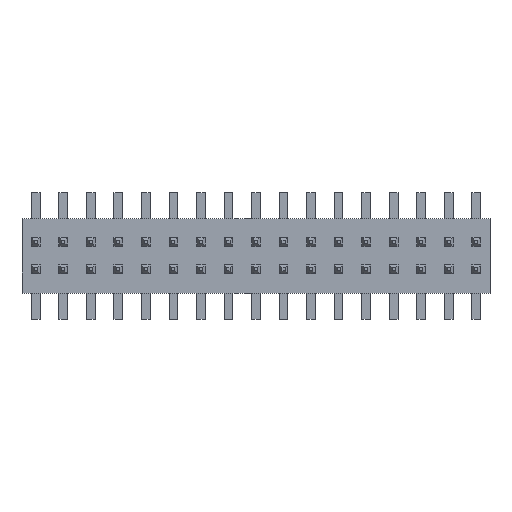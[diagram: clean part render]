
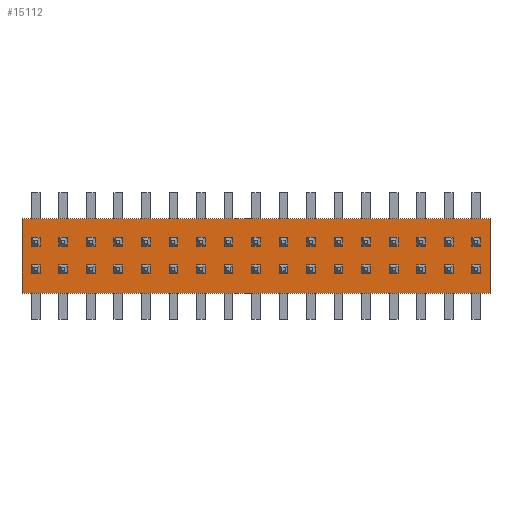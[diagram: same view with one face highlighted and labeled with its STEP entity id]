
A CAD part, top view. The second image highlights one B-rep face of the part: STEP entity #15112.
In plain terms, the highlighted face is planar.
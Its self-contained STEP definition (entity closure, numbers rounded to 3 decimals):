
#14980 = EDGE_CURVE('',#14981,#14983,#14985,.T.);
#14981 = VERTEX_POINT('',#14982);
#14982 = CARTESIAN_POINT('',(-10.795,1.753,-1.715));
#14983 = VERTEX_POINT('',#14984);
#14984 = CARTESIAN_POINT('',(-10.795,1.753,1.715));
#14985 = LINE('',#14986,#14987);
#14986 = CARTESIAN_POINT('',(-10.795,1.753,-1.715));
#14987 = VECTOR('',#14988,1.);
#14988 = DIRECTION('',(0.,0.,1.));
#15020 = EDGE_CURVE('',#14983,#15021,#15023,.T.);
#15021 = VERTEX_POINT('',#15022);
#15022 = CARTESIAN_POINT('',(10.795,1.753,1.715));
#15023 = LINE('',#15024,#15025);
#15024 = CARTESIAN_POINT('',(-10.795,1.753,1.715));
#15025 = VECTOR('',#15026,1.);
#15026 = DIRECTION('',(1.,0.,0.));
#15051 = EDGE_CURVE('',#15021,#15052,#15054,.T.);
#15052 = VERTEX_POINT('',#15053);
#15053 = CARTESIAN_POINT('',(10.795,1.753,-1.715));
#15054 = LINE('',#15055,#15056);
#15055 = CARTESIAN_POINT('',(10.795,1.753,1.715));
#15056 = VECTOR('',#15057,1.);
#15057 = DIRECTION('',(0.,0.,-1.));
#15082 = EDGE_CURVE('',#15052,#14981,#15083,.T.);
#15083 = LINE('',#15084,#15085);
#15084 = CARTESIAN_POINT('',(10.795,1.753,-1.715));
#15085 = VECTOR('',#15086,1.);
#15086 = DIRECTION('',(-1.,0.,0.));
#15112 = ADVANCED_FACE('',(#15113),#15119,.T.);
#15113 = FACE_BOUND('',#15114,.T.);
#15114 = EDGE_LOOP('',(#15115,#15116,#15117,#15118));
#15115 = ORIENTED_EDGE('',*,*,#14980,.T.);
#15116 = ORIENTED_EDGE('',*,*,#15020,.T.);
#15117 = ORIENTED_EDGE('',*,*,#15051,.T.);
#15118 = ORIENTED_EDGE('',*,*,#15082,.T.);
#15119 = PLANE('',#15120);
#15120 = AXIS2_PLACEMENT_3D('',#15121,#15122,#15123);
#15121 = CARTESIAN_POINT('',(0.,1.753,0.));
#15122 = DIRECTION('',(0.,1.,0.));
#15123 = DIRECTION('',(0.,-0.,1.));
